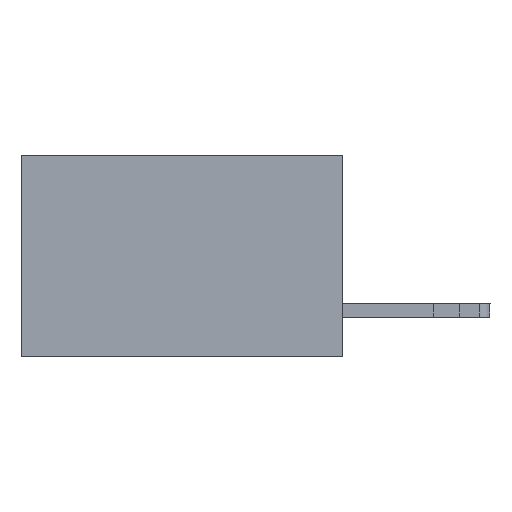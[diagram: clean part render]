
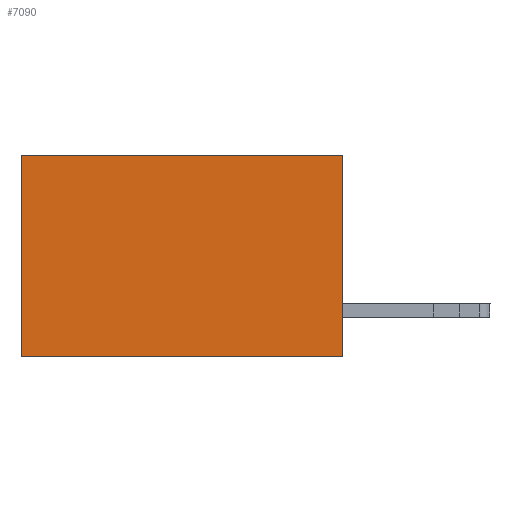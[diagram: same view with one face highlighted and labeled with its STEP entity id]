
A CAD part, left-side view. The second image highlights one B-rep face of the part: STEP entity #7090.
In plain terms, the highlighted planar face has unit normal (-1, 0, 0).
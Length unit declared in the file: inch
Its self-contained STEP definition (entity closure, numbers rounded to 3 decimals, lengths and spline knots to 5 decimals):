
#2952 = VECTOR ( 'NONE', #6422, 39.37008 ) ;
#3970 = CARTESIAN_POINT ( 'NONE',  ( 0.277, 0., 0. ) ) ;
#4133 = CARTESIAN_POINT ( 'NONE',  ( 0.277, 0.59, -0.37 ) ) ;
#4459 = LINE ( 'NONE', #21021, #27523 ) ;
#5178 = VERTEX_POINT ( 'NONE', #16346 ) ;
#6418 = VERTEX_POINT ( 'NONE', #14356 ) ;
#6422 = DIRECTION ( 'NONE',  ( 0., 0., -1. ) ) ;
#7090 = ADVANCED_FACE ( 'NONE', ( #20116 ), #8255, .F. ) ;
#7974 = CARTESIAN_POINT ( 'NONE',  ( 0.277, 0.59, -0.37 ) ) ;
#8255 = PLANE ( 'NONE',  #21723 ) ;
#10502 = DIRECTION ( 'NONE',  ( 0., 0., -1. ) ) ;
#11100 = ORIENTED_EDGE ( 'NONE', *, *, #16215, .T. ) ;
#11182 = ORIENTED_EDGE ( 'NONE', *, *, #15394, .F. ) ;
#11265 = CARTESIAN_POINT ( 'NONE',  ( 0.277, 0., 0. ) ) ;
#12648 = CARTESIAN_POINT ( 'NONE',  ( 0.277, 0., -0.37 ) ) ;
#12992 = DIRECTION ( 'NONE',  ( 0., 1., 0. ) ) ;
#14249 = LINE ( 'NONE', #11265, #20259 ) ;
#14356 = CARTESIAN_POINT ( 'NONE',  ( 0.277, 0., -0.37 ) ) ;
#15394 = EDGE_CURVE ( 'NONE', #6418, #24905, #21764, .T. ) ;
#15803 = DIRECTION ( 'NONE',  ( 0., 1., 0. ) ) ;
#16215 = EDGE_CURVE ( 'NONE', #21739, #5178, #14249, .T. ) ;
#16346 = CARTESIAN_POINT ( 'NONE',  ( 0.277, 0.59, 0. ) ) ;
#20116 = FACE_OUTER_BOUND ( 'NONE', #21943, .T. ) ;
#20259 = VECTOR ( 'NONE', #15803, 39.37008 ) ;
#20483 = EDGE_CURVE ( 'NONE', #21739, #6418, #4459, .T. ) ;
#21021 = CARTESIAN_POINT ( 'NONE',  ( 0.277, 0., -0.37 ) ) ;
#21723 = AXIS2_PLACEMENT_3D ( 'NONE', #12648, #23941, #10502 ) ;
#21739 = VERTEX_POINT ( 'NONE', #3970 ) ;
#21764 = LINE ( 'NONE', #21977, #26901 ) ;
#21943 = EDGE_LOOP ( 'NONE', ( #26686, #11182, #24518, #11100 ) ) ;
#21977 = CARTESIAN_POINT ( 'NONE',  ( 0.277, 0., -0.37 ) ) ;
#22430 = EDGE_CURVE ( 'NONE', #5178, #24905, #26758, .T. ) ;
#23941 = DIRECTION ( 'NONE',  ( 1., 0., 0. ) ) ;
#24518 = ORIENTED_EDGE ( 'NONE', *, *, #20483, .F. ) ;
#24905 = VERTEX_POINT ( 'NONE', #7974 ) ;
#25454 = DIRECTION ( 'NONE',  ( 0., 0., -1. ) ) ;
#26686 = ORIENTED_EDGE ( 'NONE', *, *, #22430, .T. ) ;
#26758 = LINE ( 'NONE', #4133, #2952 ) ;
#26901 = VECTOR ( 'NONE', #12992, 39.37008 ) ;
#27523 = VECTOR ( 'NONE', #25454, 39.37008 ) ;
